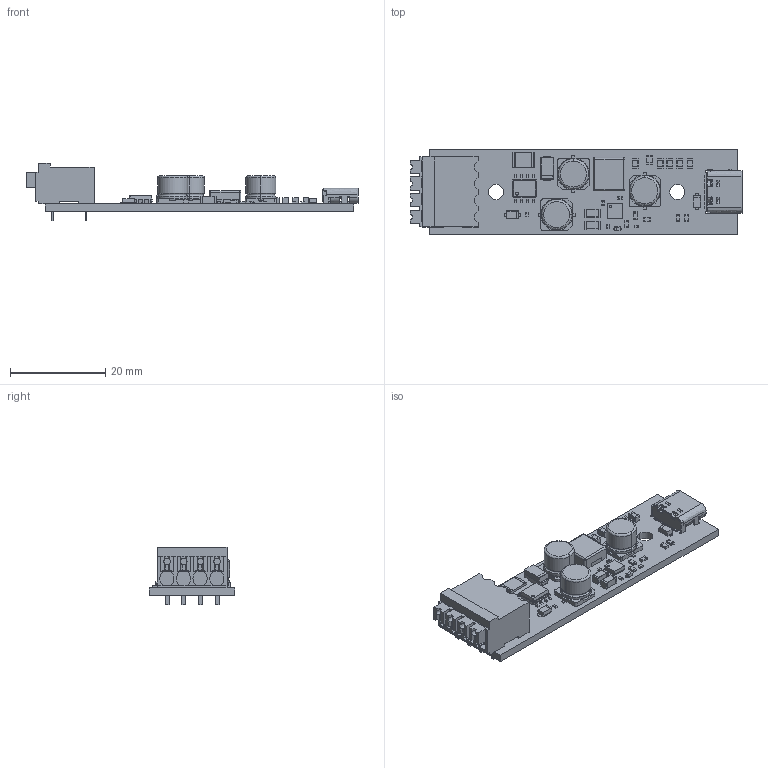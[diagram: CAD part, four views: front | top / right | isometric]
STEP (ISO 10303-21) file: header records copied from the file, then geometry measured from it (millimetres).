
FILE_DESCRIPTION(/* description */ ('STEP AP242','CAx-IF Rec.Pracs.---Representation and Presentation of Product Manufacturing Information (PMI)---4.0---2014-10-13','CAx-IF Rec.Pracs.---3D Tessellated Geometry---0.4---2014-09-14','2;1'),/* implementation_level */ '2;1');
FILE_NAME(/* name */ 'ZINCVPCBADETAILED',/* time_stamp */ '2024-09-14T05:27:37Z');
FILE_SCHEMA (('AP242_MANAGED_MODEL_BASED_3D_ENGINEERING_MIM_LF { 1 0 10303 442 1 1 4 }'));
Products named in the file (1): Zinc-V PCBA
Bounding box: 69.73 x 18 x 12 mm (x, y, z)
Volume: 4065.4 mm3; surface area: 5394.2 mm2
Topology: 1 solids, 1 shells, 1569 faces, 4685 edges, 3087 vertices
Faces by surface type: bspline 1569
Entity records: 56658 total; most frequent: CARTESIAN_POINT 17171, ORIENTED_EDGE 9362, DIRECTION 5622, EDGE_CURVE 4681, LINE 3538, VECTOR 3538, VERTEX_POINT 3087, EDGE_LOOP 1758
